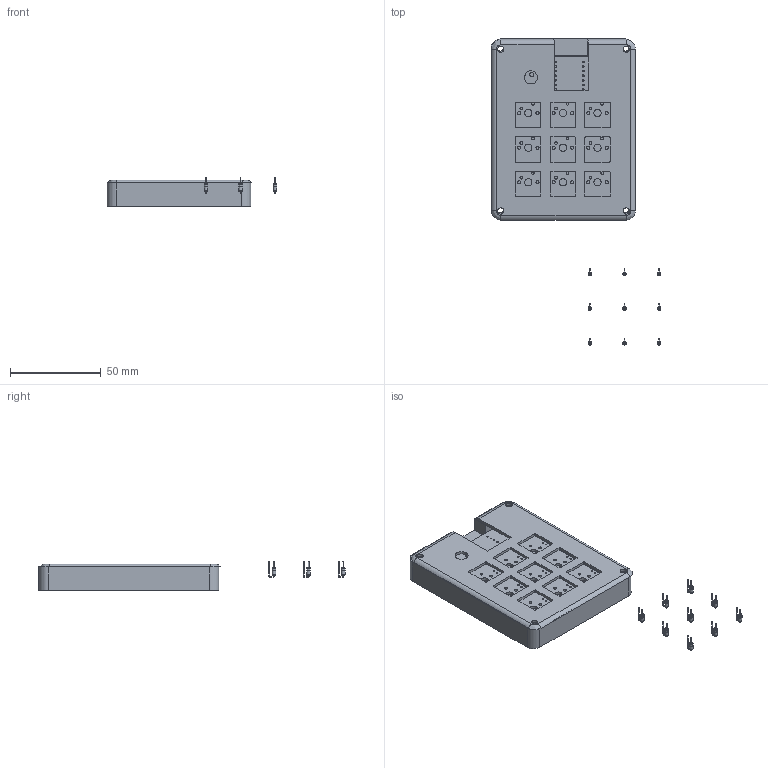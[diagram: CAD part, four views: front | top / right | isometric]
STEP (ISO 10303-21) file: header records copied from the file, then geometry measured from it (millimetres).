
FILE_DESCRIPTION(/* description */ (''),/* implementation_level */ '2;1');
FILE_NAME(/* name */ 'hackpad case.step',/* time_stamp */ '2025-06-01T20:33:39-04:00',/* author */ (''),/* organization */ (''),/* preprocessor_version */ 'ST-DEVELOPER v20.1',/* originating_system */ 'Autodesk Translation Framework v14.10.0.0',/* authorisation */ '');
FILE_SCHEMA (('AUTOMOTIVE_DESIGN { 1 0 10303 214 3 1 1 }'));
Length unit declared in the file: millimetre
Products named in the file (6): 2025-06-01-15-32-31-719; 2025-06-01-17-22-55-758; 2025-06-01-18-00-04-187; 2025-06-01-23-57-21-081; 2025-06-01-23-57-21-083; 2025-06-01-23-57-21-082
Assembly tree (13 placements, depth 3):
  2025-06-01-15-32-31-719
    2025-06-01-17-22-55-758
    2025-06-01-18-00-04-187
    2025-06-01-23-57-21-081
      2025-06-01-23-57-21-082  x9
      2025-06-01-23-57-21-083
Bounding box: 93.45 x 168.35 x 15.91 mm (x, y, z)
Volume: 64893.1 mm3; surface area: 46185.6 mm2
Topology: 12 solids, 12 shells, 701 faces, 1818 edges, 1206 vertices
Faces by surface type: plane 240, bspline 215, cylinder 210, torus 36
Full cylindrical faces by diameter (mm): 0.5 x36, 0.8 x18, 0.889 x14, 1 x5, 1.5 x18, 1.7 x18, 2 x18, 2.02 x9, 2.1 x1, 3.4 x8, 4 x9, 6 x4, 7.2 x1
Entity records: 20834 total; most frequent: CARTESIAN_POINT 6819, ORIENTED_EDGE 3140, DIRECTION 2212, EDGE_CURVE 1570, VERTEX_POINT 1046, LINE 822, VECTOR 822, EDGE_LOOP 806
